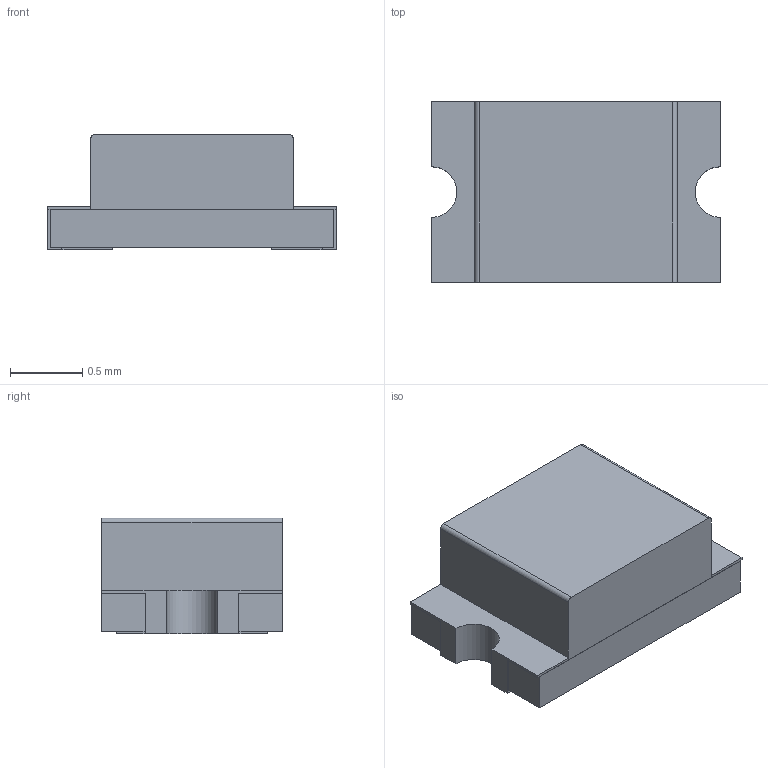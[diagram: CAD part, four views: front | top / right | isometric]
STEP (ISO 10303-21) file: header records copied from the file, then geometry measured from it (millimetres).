
FILE_DESCRIPTION(('FreeCAD Model'),'2;1');
FILE_NAME('ltst-c171gkt.step', '2018-05-09T21:59:41',('kicad StepUp'),('ksu MCAD'), 'Open CASCADE STEP processor 6.5','FreeCAD','Unknown');
FILE_SCHEMA(('AUTOMOTIVE_DESIGN_CC2 { 1 2 10303 214 -1 1 5 4 }'));
Length unit declared in the file: millimetre
Products named in the file (6): ASSEMBLY; Mirrored_(Mirror_#1)001; Cut; Pad; Mirrored001; Mirrored
Assembly tree (5 placements, depth 2):
  ASSEMBLY
    Mirrored_(Mirror_#1)001
    Cut
    Pad
    Mirrored001
    Mirrored
Bounding box: 2 x 1.25 x 0.8 mm (x, y, z)
Volume: 1.6 mm3; surface area: 17 mm2
Topology: 5 solids, 5 shells, 69 faces, 198 edges, 140 vertices
Faces by surface type: plane 61, cylinder 8
Entity records: 2413 total; most frequent: CARTESIAN_POINT 413, ORIENTED_EDGE 396, DIRECTION 372, EDGE_CURVE 198, LINE 174, VECTOR 174, VERTEX_POINT 140, AXIS2_PLACEMENT_3D 99
